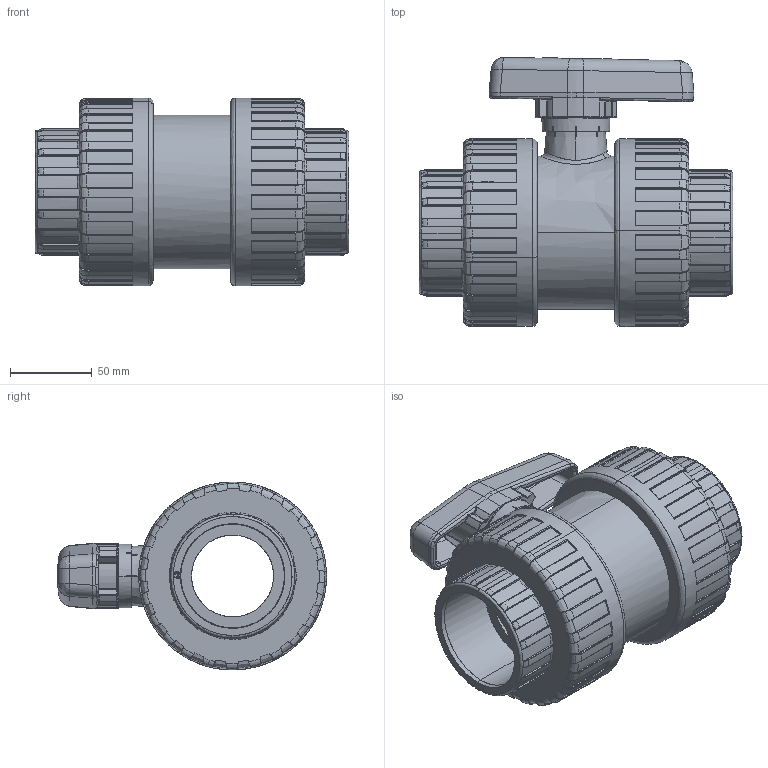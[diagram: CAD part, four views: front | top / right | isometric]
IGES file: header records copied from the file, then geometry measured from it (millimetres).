
Start section: SolidWorks IGES file using NURBS representation for surfaces
Global section: file name: 01611077063.IGS; native system: SolidWorks 2021; preprocessor: SolidWorks 2021; author: DMorais; date: 220322.112455; units: millimetre
Bounding box: 191.54 x 164.27 x 114.69 mm (x, y, z)
Surface area: 149121.5 mm2 (no closed solid volume)
Topology: 0 solids, 0 shells, 1662 faces, 16701 edges, 16660 vertices
Faces by surface type: bspline 1662
